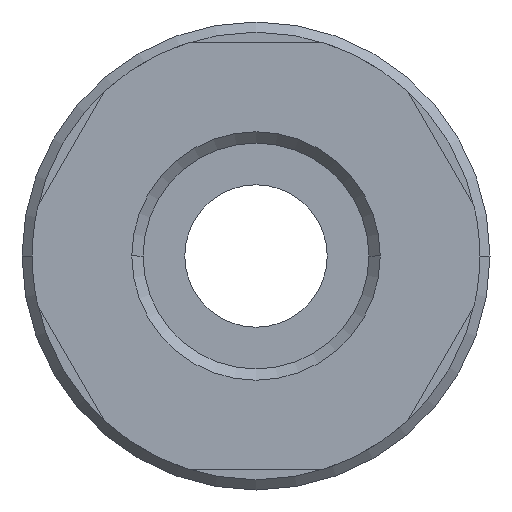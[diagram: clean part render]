
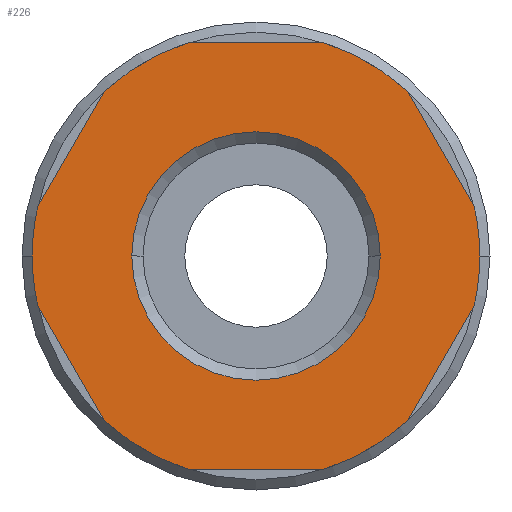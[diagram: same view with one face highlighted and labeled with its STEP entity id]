
A CAD part, front view. The second image highlights one B-rep face of the part: STEP entity #226.
In plain terms, the highlighted planar face has unit normal (0, -1, 0).
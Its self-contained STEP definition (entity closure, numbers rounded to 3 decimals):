
#226=ADVANCED_FACE('',(#471,#472),#473,.T.);
#471=FACE_BOUND('',#728,.T.);
#472=FACE_OUTER_BOUND('',#729,.T.);
#473=PLANE('',#730);
#728=EDGE_LOOP('',(#1292,#1293));
#729=EDGE_LOOP('',(#1294,#1295,#1296,#1297,#1298,#1299,#1300,#1301,#1302,#1303,#1304,#1305,#1306,#1307));
#730=AXIS2_PLACEMENT_3D('',#1308,#1309,#1310);
#1292=ORIENTED_EDGE('',*,*,#1656,.T.);
#1293=ORIENTED_EDGE('',*,*,#1491,.T.);
#1294=ORIENTED_EDGE('',*,*,#1479,.T.);
#1295=ORIENTED_EDGE('',*,*,#1685,.F.);
#1296=ORIENTED_EDGE('',*,*,#1484,.T.);
#1297=ORIENTED_EDGE('',*,*,#1686,.F.);
#1298=ORIENTED_EDGE('',*,*,#1625,.T.);
#1299=ORIENTED_EDGE('',*,*,#1462,.F.);
#1300=ORIENTED_EDGE('',*,*,#1542,.F.);
#1301=ORIENTED_EDGE('',*,*,#1565,.T.);
#1302=ORIENTED_EDGE('',*,*,#1660,.F.);
#1303=ORIENTED_EDGE('',*,*,#1604,.T.);
#1304=ORIENTED_EDGE('',*,*,#1586,.F.);
#1305=ORIENTED_EDGE('',*,*,#1687,.T.);
#1306=ORIENTED_EDGE('',*,*,#1641,.F.);
#1307=ORIENTED_EDGE('',*,*,#1646,.F.);
#1308=CARTESIAN_POINT('',(5.5,0.0,0.0));
#1309=DIRECTION('',(-0.0,-1.0,-0.0));
#1310=DIRECTION('',(-1.0,0.0,0.0));
#1462=EDGE_CURVE('',#1717,#1720,#1721,.T.);
#1479=EDGE_CURVE('',#1750,#1747,#1751,.T.);
#1484=EDGE_CURVE('',#1759,#1756,#1760,.T.);
#1491=EDGE_CURVE('',#1766,#1770,#1772,.T.);
#1542=EDGE_CURVE('',#1853,#1717,#1855,.T.);
#1565=EDGE_CURVE('',#1853,#1883,#1886,.T.);
#1586=EDGE_CURVE('',#1913,#1908,#1915,.T.);
#1604=EDGE_CURVE('',#1941,#1908,#1942,.T.);
#1625=EDGE_CURVE('',#1972,#1720,#1973,.T.);
#1641=EDGE_CURVE('',#1992,#1994,#1995,.T.);
#1646=EDGE_CURVE('',#1750,#1992,#2001,.T.);
#1656=EDGE_CURVE('',#1770,#1766,#2011,.T.);
#1660=EDGE_CURVE('',#1941,#1883,#2015,.T.);
#1685=EDGE_CURVE('',#1759,#1747,#2045,.T.);
#1686=EDGE_CURVE('',#1972,#1756,#2046,.T.);
#1687=EDGE_CURVE('',#1913,#1994,#2047,.T.);
#1717=VERTEX_POINT('',#2079);
#1720=VERTEX_POINT('',#2083);
#1721=CIRCLE('',#2084,11.0);
#1747=VERTEX_POINT('',#2157);
#1750=VERTEX_POINT('',#2161);
#1751=LINE('',#2162,#2163);
#1756=VERTEX_POINT('',#2170);
#1759=VERTEX_POINT('',#2174);
#1760=LINE('',#2175,#2176);
#1766=VERTEX_POINT('',#2184);
#1770=VERTEX_POINT('',#2189);
#1772=CIRCLE('',#2192,6.105);
#1853=VERTEX_POINT('',#2351);
#1855=CIRCLE('',#2354,11.0);
#1883=VERTEX_POINT('',#2463);
#1886=LINE('',#2467,#2468);
#1908=VERTEX_POINT('',#2505);
#1913=VERTEX_POINT('',#2511);
#1915=CIRCLE('',#2514,11.0);
#1941=VERTEX_POINT('',#2566);
#1942=LINE('',#2567,#2568);
#1972=VERTEX_POINT('',#2615);
#1973=LINE('',#2616,#2617);
#1992=VERTEX_POINT('',#2642);
#1994=VERTEX_POINT('',#2645);
#1995=CIRCLE('',#2646,11.0);
#2001=CIRCLE('',#2653,11.0);
#2011=CIRCLE('',#2665,6.105);
#2015=CIRCLE('',#2669,11.0);
#2045=CIRCLE('',#2725,11.0);
#2046=CIRCLE('',#2726,11.0);
#2047=LINE('',#2727,#2728);
#2079=CARTESIAN_POINT('',(11.0,0.0,0.));
#2083=CARTESIAN_POINT('',(10.733,0.0,-2.411));
#2084=AXIS2_PLACEMENT_3D('',#2775,#2776,#2777);
#2157=CARTESIAN_POINT('',(-7.454,0.0,-8.089));
#2161=CARTESIAN_POINT('',(-10.733,0.0,-2.411));
#2162=CARTESIAN_POINT('',(-8.406,0.0,-6.441));
#2163=VECTOR('',#2794,1.0);
#2170=CARTESIAN_POINT('',(3.279,0.0,-10.5));
#2174=CARTESIAN_POINT('',(-3.279,0.0,-10.5));
#2175=CARTESIAN_POINT('',(2.75,0.0,-10.5));
#2176=VECTOR('',#2798,1.0);
#2184=CARTESIAN_POINT('',(6.105,0.0,0.));
#2189=CARTESIAN_POINT('',(-6.105,0.0,0.));
#2192=AXIS2_PLACEMENT_3D('',#2806,#2807,#2808);
#2351=CARTESIAN_POINT('',(10.733,0.0,2.411));
#2354=AXIS2_PLACEMENT_3D('',#2885,#2886,#2887);
#2463=CARTESIAN_POINT('',(7.454,0.0,8.089));
#2467=CARTESIAN_POINT('',(9.781,0.0,4.059));
#2468=VECTOR('',#2902,1.0);
#2505=CARTESIAN_POINT('',(-3.279,0.0,10.5));
#2511=CARTESIAN_POINT('',(-7.454,0.0,8.089));
#2514=AXIS2_PLACEMENT_3D('',#2930,#2931,#2932);
#2566=CARTESIAN_POINT('',(3.279,0.0,10.5));
#2567=CARTESIAN_POINT('',(2.75,0.0,10.5));
#2568=VECTOR('',#2955,1.0);
#2615=CARTESIAN_POINT('',(7.454,0.0,-8.089));
#2616=CARTESIAN_POINT('',(9.781,0.0,-4.059));
#2617=VECTOR('',#2983,1.0);
#2642=CARTESIAN_POINT('',(-11.0,0.0,0.));
#2645=CARTESIAN_POINT('',(-10.733,0.0,2.411));
#2646=AXIS2_PLACEMENT_3D('',#3003,#3004,#3005);
#2653=AXIS2_PLACEMENT_3D('',#3013,#3014,#3015);
#2665=AXIS2_PLACEMENT_3D('',#3030,#3031,#3032);
#2669=AXIS2_PLACEMENT_3D('',#3036,#3037,#3038);
#2725=AXIS2_PLACEMENT_3D('',#3064,#3065,#3066);
#2726=AXIS2_PLACEMENT_3D('',#3067,#3068,#3069);
#2727=CARTESIAN_POINT('',(-8.406,0.0,6.441));
#2728=VECTOR('',#3070,1.0);
#2775=CARTESIAN_POINT('',(0.0,0.0,0.0));
#2776=DIRECTION('',(-0.0,1.0,0.0));
#2777=DIRECTION('',(1.0,0.0,0.0));
#2794=DIRECTION('',(0.5,0.0,-0.866));
#2798=DIRECTION('',(1.0,-0.0,0.0));
#2806=CARTESIAN_POINT('',(0.0,0.0,0.0));
#2807=DIRECTION('',(-0.0,1.0,0.0));
#2808=DIRECTION('',(1.0,0.0,0.0));
#2885=CARTESIAN_POINT('',(0.0,0.0,0.0));
#2886=DIRECTION('',(-0.0,1.0,0.0));
#2887=DIRECTION('',(1.0,0.0,0.0));
#2902=DIRECTION('',(-0.5,0.0,0.866));
#2930=CARTESIAN_POINT('',(0.0,0.0,0.0));
#2931=DIRECTION('',(-0.0,1.0,0.0));
#2932=DIRECTION('',(1.0,0.0,0.0));
#2955=DIRECTION('',(-1.0,0.0,0.));
#2983=DIRECTION('',(0.5,-0.0,0.866));
#3003=CARTESIAN_POINT('',(0.0,0.0,0.0));
#3004=DIRECTION('',(-0.0,1.0,0.0));
#3005=DIRECTION('',(1.0,0.0,0.0));
#3013=CARTESIAN_POINT('',(0.0,0.0,0.0));
#3014=DIRECTION('',(-0.0,1.0,0.0));
#3015=DIRECTION('',(1.0,0.0,0.0));
#3030=CARTESIAN_POINT('',(0.0,0.0,0.0));
#3031=DIRECTION('',(-0.0,1.0,0.0));
#3032=DIRECTION('',(1.0,0.0,0.0));
#3036=CARTESIAN_POINT('',(0.0,0.0,0.0));
#3037=DIRECTION('',(-0.0,1.0,0.0));
#3038=DIRECTION('',(1.0,0.0,0.0));
#3064=CARTESIAN_POINT('',(0.0,0.0,0.0));
#3065=DIRECTION('',(-0.0,1.0,0.0));
#3066=DIRECTION('',(1.0,0.0,0.0));
#3067=CARTESIAN_POINT('',(0.0,0.0,0.0));
#3068=DIRECTION('',(-0.0,1.0,0.0));
#3069=DIRECTION('',(1.0,0.0,0.0));
#3070=DIRECTION('',(-0.5,0.0,-0.866));
